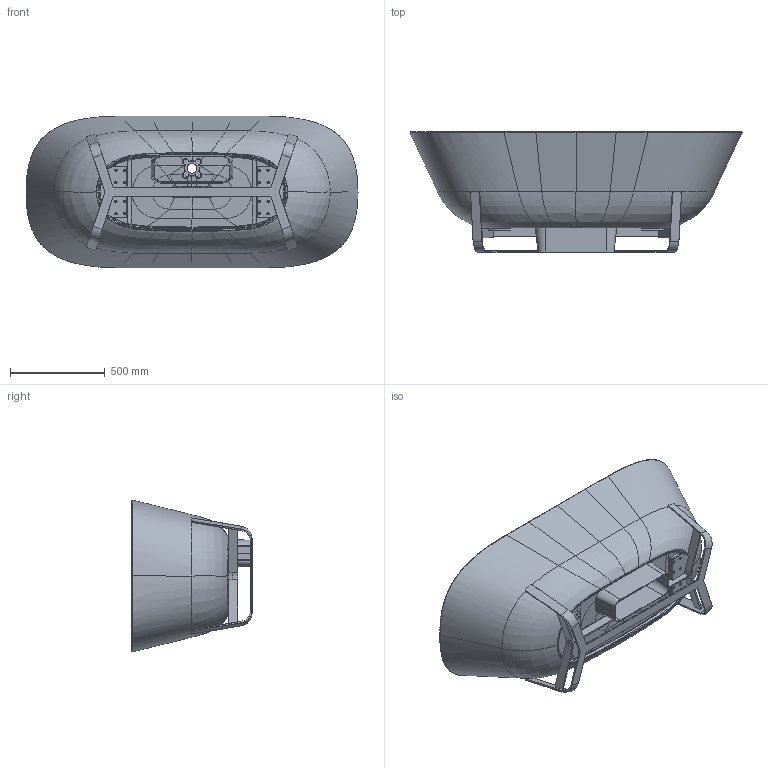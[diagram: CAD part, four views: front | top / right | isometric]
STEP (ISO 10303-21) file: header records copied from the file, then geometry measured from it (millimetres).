
FILE_DESCRIPTION((''),'2;1');
FILE_NAME('UBQ175ANH7F4_ANTHEUS_ASM','2022-07-04T15:49:40',('hegemanc'),('Villeroy & Boch Wellness bv'),'CREO PARAMETRIC BY PTC INC, 2020454','CREO PARAMETRIC BY PTC INC, 2020454','');
FILE_SCHEMA(('CONFIG_CONTROL_DESIGN'));
Products named in the file (12): MSBR-11; MSBR-10; MSBR-9; MSBR-8; MSBR-7; MSBR-6; MSBR-5; MSBR-4; MSBR-3; MSBR-2_1_2; MSBR-1_1_2; UBQ175ANH7F4_ANTHEUS_ASM
Assembly tree (11 placements, depth 2):
  UBQ175ANH7F4_ANTHEUS_ASM
    MSBR-11
    MSBR-10
    MSBR-9
    MSBR-8
    MSBR-7
    MSBR-6
    MSBR-5
    MSBR-4
    MSBR-3
    MSBR-2_1_2
    MSBR-1_1_2
Bounding box: 1750 x 633 x 800 mm (x, y, z)
Volume: 37612140.3 mm3; surface area: 6075146.3 mm2
Topology: 11 solids, 11 shells, 559 faces, 1360 edges, 840 vertices
Faces by surface type: bspline 183, cylinder 170, plane 127, torus 72, cone 7
Entity records: 46845 total; most frequent: CARTESIAN_POINT 34556, ORIENTED_EDGE 2720, DIRECTION 2191, EDGE_CURVE 1360, AXIS2_PLACEMENT_3D 859, VERTEX_POINT 840, EDGE_LOOP 610, FACE_OUTER_BOUND 559
